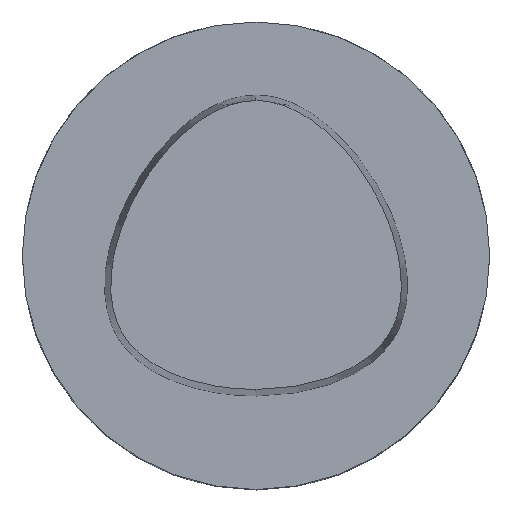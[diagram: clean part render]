
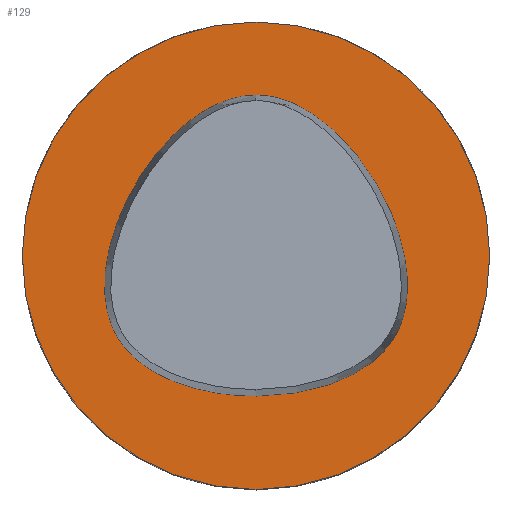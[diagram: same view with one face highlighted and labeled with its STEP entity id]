
A CAD part, top view. The second image highlights one B-rep face of the part: STEP entity #129.
In plain terms, the highlighted planar face has unit normal (0, 0, 1).
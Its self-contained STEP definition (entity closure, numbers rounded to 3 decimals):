
#50=CIRCLE('',#430,16.);
#129=ADVANCED_FACE('',(#175),#153,.T.);
#153=PLANE('',#431);
#175=FACE_OUTER_BOUND('',#199,.T.);
#199=EDGE_LOOP('',(#241));
#241=ORIENTED_EDGE('',*,*,#359,.F.);
#325=VERTEX_POINT('',#1189);
#359=EDGE_CURVE('',#325,#325,#50,.T.);
#430=AXIS2_PLACEMENT_3D('',#1188,#485,#486);
#431=AXIS2_PLACEMENT_3D('',#1190,#487,#488);
#485=DIRECTION('',(0.,0.,-1.));
#486=DIRECTION('',(-1.,0.,0.));
#487=DIRECTION('',(0.,0.,1.));
#488=DIRECTION('',(-1.,0.,0.));
#1188=CARTESIAN_POINT('',(0.,0.,0.));
#1189=CARTESIAN_POINT('',(-16.,0.,0.));
#1190=CARTESIAN_POINT('',(0.,0.,0.));
